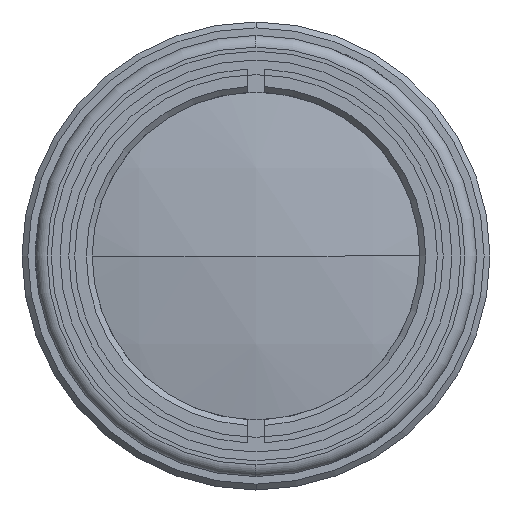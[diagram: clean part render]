
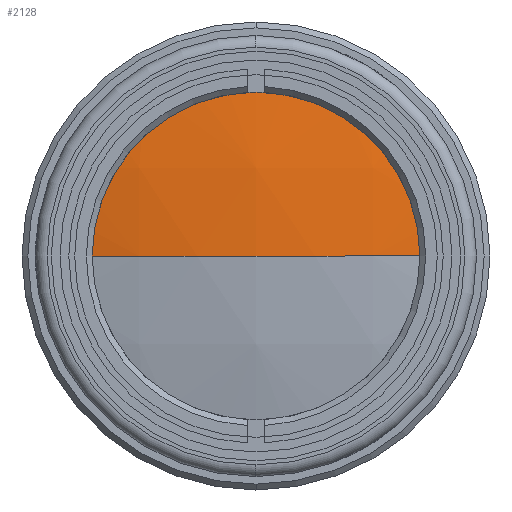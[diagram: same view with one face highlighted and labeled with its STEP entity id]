
A CAD part, left-side view. The second image highlights one B-rep face of the part: STEP entity #2128.
In plain terms, the highlighted spherical face has radius 72.75 mm.
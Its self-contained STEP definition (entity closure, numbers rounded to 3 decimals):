
#77 = AXIS2_PLACEMENT_3D ( 'NONE', #1054, #2112, #1014 ) ;
#113 = AXIS2_PLACEMENT_3D ( 'NONE', #1560, #1593, #1588 ) ;
#135 = SPHERICAL_SURFACE ( 'NONE', #1707, 72.75 ) ;
#381 = CIRCLE ( 'NONE', #1507, 15. ) ;
#449 = FACE_OUTER_BOUND ( 'NONE', #967, .T. ) ;
#508 = EDGE_CURVE ( 'NONE', #1173, #1245, #750, .T. ) ;
#593 = EDGE_CURVE ( 'NONE', #3532, #1245, #712, .T. ) ;
#712 = CIRCLE ( 'NONE', #77, 72.75 ) ;
#750 = CIRCLE ( 'NONE', #113, 72.75 ) ;
#954 = DIRECTION ( 'NONE',  ( 0., 0., -1. ) ) ;
#967 = EDGE_LOOP ( 'NONE', ( #3522, #1714, #3742 ) ) ;
#968 = DIRECTION ( 'NONE',  ( -1., 0., 0. ) ) ;
#982 = CARTESIAN_POINT ( 'NONE',  ( 136.563, 0., 0. ) ) ;
#1014 = DIRECTION ( 'NONE',  ( 0., 1., 0. ) ) ;
#1054 = CARTESIAN_POINT ( 'NONE',  ( 207.75, 0., 0. ) ) ;
#1167 = DIRECTION ( 'NONE',  ( 0., -1., 0. ) ) ;
#1173 = VERTEX_POINT ( 'NONE', #2038 ) ;
#1245 = VERTEX_POINT ( 'NONE', #1556 ) ;
#1297 = EDGE_CURVE ( 'NONE', #3532, #1173, #381, .T. ) ;
#1507 = AXIS2_PLACEMENT_3D ( 'NONE', #982, #968, #954 ) ;
#1556 = CARTESIAN_POINT ( 'NONE',  ( 135., 0., 0. ) ) ;
#1560 = CARTESIAN_POINT ( 'NONE',  ( 207.75, 0., 0. ) ) ;
#1588 = DIRECTION ( 'NONE',  ( 0., -1., 0. ) ) ;
#1593 = DIRECTION ( 'NONE',  ( 0., 0., 1. ) ) ;
#1707 = AXIS2_PLACEMENT_3D ( 'NONE', #3666, #3092, #1167 ) ;
#1714 = ORIENTED_EDGE ( 'NONE', *, *, #508, .T. ) ;
#2038 = CARTESIAN_POINT ( 'NONE',  ( 136.563, 15., 0. ) ) ;
#2074 = CARTESIAN_POINT ( 'NONE',  ( 136.563, -15., 0. ) ) ;
#2112 = DIRECTION ( 'NONE',  ( 0., 0., -1. ) ) ;
#2128 = ADVANCED_FACE ( 'NONE', ( #449 ), #135, .T. ) ;
#3092 = DIRECTION ( 'NONE',  ( 0., 0., 1. ) ) ;
#3522 = ORIENTED_EDGE ( 'NONE', *, *, #1297, .T. ) ;
#3532 = VERTEX_POINT ( 'NONE', #2074 ) ;
#3666 = CARTESIAN_POINT ( 'NONE',  ( 207.75, 0., 0. ) ) ;
#3742 = ORIENTED_EDGE ( 'NONE', *, *, #593, .F. ) ;
